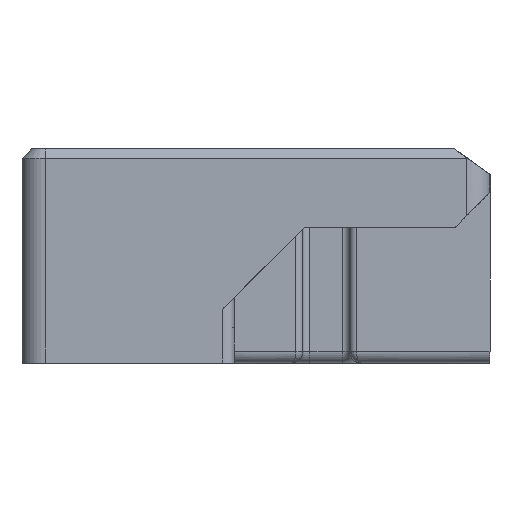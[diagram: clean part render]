
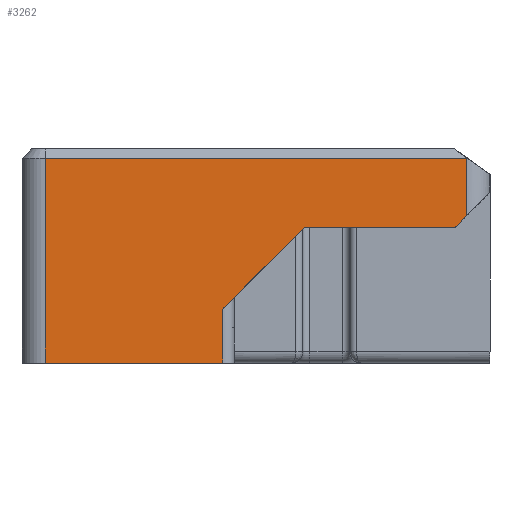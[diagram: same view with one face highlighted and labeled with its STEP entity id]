
A CAD part, left-side view. The second image highlights one B-rep face of the part: STEP entity #3262.
In plain terms, the highlighted planar face has unit normal (-1, 0, 0).
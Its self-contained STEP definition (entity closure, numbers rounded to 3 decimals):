
#4 = EDGE_CURVE ( 'NONE', #6584, #12979, #10017, .T. ) ;
#138 = DIRECTION ( 'NONE',  ( 0., 0., 1. ) ) ;
#193 = ORIENTED_EDGE ( 'NONE', *, *, #23071, .T. ) ;
#597 = EDGE_CURVE ( 'NONE', #14477, #8273, #4988, .T. ) ;
#735 = CARTESIAN_POINT ( 'NONE',  ( 0., 1.5, 5.8 ) ) ;
#1819 = VECTOR ( 'NONE', #21876, 1000. ) ;
#2964 = DIRECTION ( 'NONE',  ( 0., 0., 1. ) ) ;
#3219 = EDGE_CURVE ( 'NONE', #22644, #14477, #18218, .T. ) ;
#3262 = ADVANCED_FACE ( 'NONE', ( #13861 ), #15739, .F. ) ;
#3640 = CARTESIAN_POINT ( 'NONE',  ( 0., 11.427, 2.3 ) ) ;
#3647 = VECTOR ( 'NONE', #14055, 1000. ) ;
#3723 = VECTOR ( 'NONE', #11503, 1000. ) ;
#3820 = LINE ( 'NONE', #9254, #3723 ) ;
#3933 = DIRECTION ( 'NONE',  ( 0., 0., -1. ) ) ;
#4718 = ORIENTED_EDGE ( 'NONE', *, *, #5482, .F. ) ;
#4837 = VECTOR ( 'NONE', #138, 1000. ) ;
#4966 = ORIENTED_EDGE ( 'NONE', *, *, #18490, .T. ) ;
#4988 = LINE ( 'NONE', #12649, #20250 ) ;
#5365 = CARTESIAN_POINT ( 'NONE',  ( 0., 19., 8.75 ) ) ;
#5482 = EDGE_CURVE ( 'NONE', #8749, #12979, #3820, .T. ) ;
#5780 = VERTEX_POINT ( 'NONE', #8861 ) ;
#5835 = CARTESIAN_POINT ( 'NONE',  ( 0., 0., 153.097 ) ) ;
#6385 = CARTESIAN_POINT ( 'NONE',  ( 0., 11.427, 0. ) ) ;
#6508 = DIRECTION ( 'NONE',  ( 0., 1., 0. ) ) ;
#6584 = VERTEX_POINT ( 'NONE', #3640 ) ;
#6628 = CARTESIAN_POINT ( 'NONE',  ( 0., 19., 8.75 ) ) ;
#7045 = ORIENTED_EDGE ( 'NONE', *, *, #4, .T. ) ;
#7645 = VECTOR ( 'NONE', #6508, 1000. ) ;
#7959 = ORIENTED_EDGE ( 'NONE', *, *, #19552, .T. ) ;
#8273 = VERTEX_POINT ( 'NONE', #6385 ) ;
#8274 = VERTEX_POINT ( 'NONE', #16038 ) ;
#8329 = EDGE_CURVE ( 'NONE', #8274, #22644, #21461, .T. ) ;
#8638 = LINE ( 'NONE', #16277, #21049 ) ;
#8749 = VERTEX_POINT ( 'NONE', #11192 ) ;
#8861 = CARTESIAN_POINT ( 'NONE',  ( 0., 1., 6.3 ) ) ;
#9254 = CARTESIAN_POINT ( 'NONE',  ( 0., -0.68, 5.8 ) ) ;
#9711 = CARTESIAN_POINT ( 'NONE',  ( 0., 7.927, 5.8 ) ) ;
#9738 = DIRECTION ( 'NONE',  ( 1., 0., 0. ) ) ;
#10017 = LINE ( 'NONE', #17545, #17434 ) ;
#10411 = DIRECTION ( 'NONE',  ( 0., -1., 0. ) ) ;
#10571 = CARTESIAN_POINT ( 'NONE',  ( 0., 19., 0. ) ) ;
#11192 = CARTESIAN_POINT ( 'NONE',  ( 0., 1.5, 5.8 ) ) ;
#11290 = AXIS2_PLACEMENT_3D ( 'NONE', #5835, #9738, #3933 ) ;
#11396 = CARTESIAN_POINT ( 'NONE',  ( 0., 19., 0. ) ) ;
#11503 = DIRECTION ( 'NONE',  ( 0., 1., 0. ) ) ;
#12313 = LINE ( 'NONE', #735, #1819 ) ;
#12649 = CARTESIAN_POINT ( 'NONE',  ( 0., 0., 0. ) ) ;
#12979 = VERTEX_POINT ( 'NONE', #9711 ) ;
#13231 = LINE ( 'NONE', #19265, #4837 ) ;
#13861 = FACE_OUTER_BOUND ( 'NONE', #24320, .T. ) ;
#14055 = DIRECTION ( 'NONE',  ( 0., 0., -1. ) ) ;
#14256 = DIRECTION ( 'NONE',  ( 0., -0.707, 0.707 ) ) ;
#14477 = VERTEX_POINT ( 'NONE', #11396 ) ;
#15739 = PLANE ( 'NONE',  #11290 ) ;
#16038 = CARTESIAN_POINT ( 'NONE',  ( 0., 1., 8.75 ) ) ;
#16277 = CARTESIAN_POINT ( 'NONE',  ( 0., 1., 153.097 ) ) ;
#17434 = VECTOR ( 'NONE', #14256, 1000. ) ;
#17545 = CARTESIAN_POINT ( 'NONE',  ( 0., -69.685, 83.412 ) ) ;
#18218 = LINE ( 'NONE', #10571, #3647 ) ;
#18490 = EDGE_CURVE ( 'NONE', #5780, #8274, #8638, .T. ) ;
#19265 = CARTESIAN_POINT ( 'NONE',  ( 0., 11.427, 153.097 ) ) ;
#19552 = EDGE_CURVE ( 'NONE', #8749, #5780, #12313, .T. ) ;
#20250 = VECTOR ( 'NONE', #10411, 1000. ) ;
#21049 = VECTOR ( 'NONE', #2964, 1000. ) ;
#21440 = ORIENTED_EDGE ( 'NONE', *, *, #597, .T. ) ;
#21461 = LINE ( 'NONE', #6628, #7645 ) ;
#21528 = ORIENTED_EDGE ( 'NONE', *, *, #3219, .T. ) ;
#21876 = DIRECTION ( 'NONE',  ( 0., -0.707, 0.707 ) ) ;
#22644 = VERTEX_POINT ( 'NONE', #5365 ) ;
#23071 = EDGE_CURVE ( 'NONE', #8273, #6584, #13231, .T. ) ;
#24320 = EDGE_LOOP ( 'NONE', ( #21440, #193, #7045, #4718, #7959, #4966, #24471, #21528 ) ) ;
#24471 = ORIENTED_EDGE ( 'NONE', *, *, #8329, .T. ) ;
